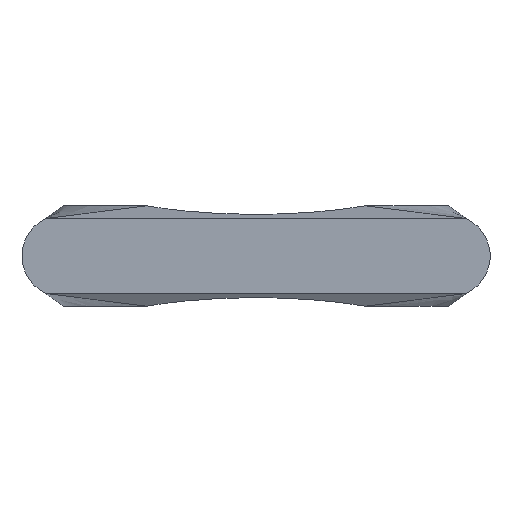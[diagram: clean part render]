
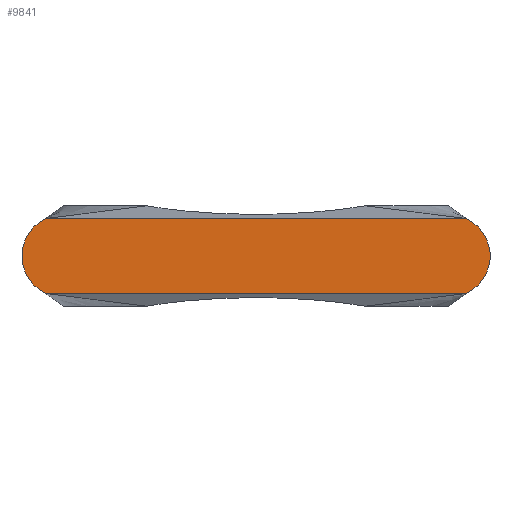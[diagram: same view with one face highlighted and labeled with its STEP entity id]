
A CAD part, front view. The second image highlights one B-rep face of the part: STEP entity #9841.
In plain terms, the highlighted planar face has unit normal (0, -1, 0).
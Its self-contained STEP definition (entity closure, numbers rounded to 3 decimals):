
#40 = DIRECTION ( 'NONE',  ( 1., 0., 0. ) ) ;
#76 = ORIENTED_EDGE ( 'NONE', *, *, #221, .T. ) ;
#221 = EDGE_CURVE ( 'NONE', #5484, #8039, #4241, .T. ) ;
#274 = CARTESIAN_POINT ( 'NONE',  ( 62.611, -34.163, 11.112 ) ) ;
#490 = AXIS2_PLACEMENT_3D ( 'NONE', #9971, #4605, #9198 ) ;
#953 = DIRECTION ( 'NONE',  ( 0., -1., 0. ) ) ;
#1360 = LINE ( 'NONE', #9242, #3403 ) ;
#2055 = AXIS2_PLACEMENT_3D ( 'NONE', #5563, #953, #6326 ) ;
#2468 = PLANE ( 'NONE',  #2055 ) ;
#2665 = CARTESIAN_POINT ( 'NONE',  ( -62.611, -34.163, 11.112 ) ) ;
#2684 = CARTESIAN_POINT ( 'NONE',  ( 62.611, -34.163, -11.112 ) ) ;
#3150 = EDGE_CURVE ( 'NONE', #3452, #9966, #3463, .T. ) ;
#3324 = AXIS2_PLACEMENT_3D ( 'NONE', #3466, #8826, #4245 ) ;
#3403 = VECTOR ( 'NONE', #40, 1000. ) ;
#3452 = VERTEX_POINT ( 'NONE', #2684 ) ;
#3463 = CIRCLE ( 'NONE', #3324, 12.332 ) ;
#3466 = CARTESIAN_POINT ( 'NONE',  ( 57.264, -34.163, 0. ) ) ;
#3537 = DIRECTION ( 'NONE',  ( -1., 0., 0. ) ) ;
#3635 = EDGE_LOOP ( 'NONE', ( #76, #5895, #5574, #5419 ) ) ;
#4241 = CIRCLE ( 'NONE', #490, 12.332 ) ;
#4245 = DIRECTION ( 'NONE',  ( 0., 0., -1. ) ) ;
#4605 = DIRECTION ( 'NONE',  ( 0., -1., 0. ) ) ;
#4618 = VECTOR ( 'NONE', #3537, 1000. ) ;
#5419 = ORIENTED_EDGE ( 'NONE', *, *, #8651, .T. ) ;
#5484 = VERTEX_POINT ( 'NONE', #2665 ) ;
#5563 = CARTESIAN_POINT ( 'NONE',  ( -57.264, -34.163, 0. ) ) ;
#5574 = ORIENTED_EDGE ( 'NONE', *, *, #3150, .T. ) ;
#5895 = ORIENTED_EDGE ( 'NONE', *, *, #8848, .T. ) ;
#5945 = CARTESIAN_POINT ( 'NONE',  ( -62.611, -34.163, -11.112 ) ) ;
#6326 = DIRECTION ( 'NONE',  ( 0., 0., -1. ) ) ;
#6658 = LINE ( 'NONE', #7360, #4618 ) ;
#7360 = CARTESIAN_POINT ( 'NONE',  ( 62.611, -34.163, 11.112 ) ) ;
#8039 = VERTEX_POINT ( 'NONE', #5945 ) ;
#8651 = EDGE_CURVE ( 'NONE', #9966, #5484, #6658, .T. ) ;
#8826 = DIRECTION ( 'NONE',  ( 0., -1., 0. ) ) ;
#8848 = EDGE_CURVE ( 'NONE', #8039, #3452, #1360, .T. ) ;
#9198 = DIRECTION ( 'NONE',  ( 0., 0., -1. ) ) ;
#9242 = CARTESIAN_POINT ( 'NONE',  ( -62.611, -34.163, -11.112 ) ) ;
#9522 = FACE_OUTER_BOUND ( 'NONE', #3635, .T. ) ;
#9841 = ADVANCED_FACE ( 'NONE', ( #9522 ), #2468, .T. ) ;
#9966 = VERTEX_POINT ( 'NONE', #274 ) ;
#9971 = CARTESIAN_POINT ( 'NONE',  ( -57.264, -34.163, 0. ) ) ;
